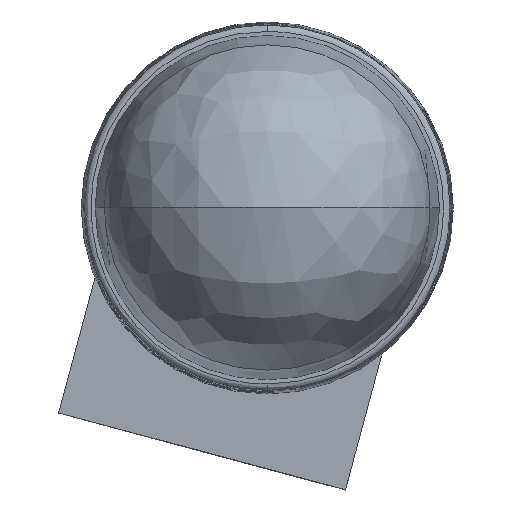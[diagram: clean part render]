
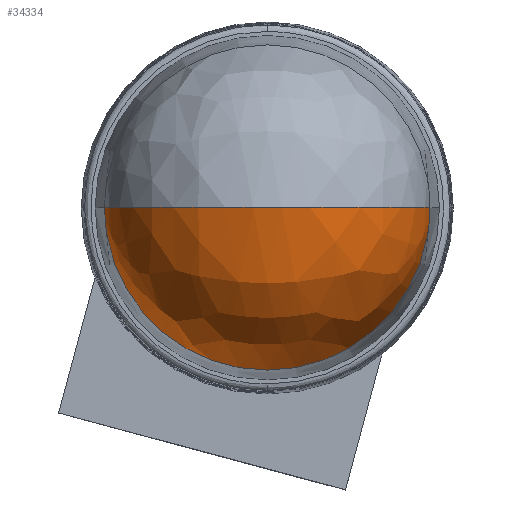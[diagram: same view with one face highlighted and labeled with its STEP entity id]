
A CAD part, top view. The second image highlights one B-rep face of the part: STEP entity #34334.
In plain terms, the highlighted free-form (B-spline) face has degree [3, 3] with [4, 4] control points.
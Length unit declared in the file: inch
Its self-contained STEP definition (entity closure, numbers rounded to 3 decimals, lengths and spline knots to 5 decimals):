
#2942 = CARTESIAN_POINT ( 'NONE',  ( -0.99323, -0.03618, 1.82818 ) ) ;
#3121 = AXIS2_PLACEMENT_3D ( 'NONE', #24294, #3804, #27753 ) ;
#3804 = DIRECTION ( 'NONE',  ( 0., 0., 1. ) ) ;
#6205 = CARTESIAN_POINT ( 'NONE',  ( 0.99323, -0.0627, 1.80356 ) ) ;
#6355 = CARTESIAN_POINT ( 'NONE',  ( -0.99323, -0.0654, 1.76748 ) ) ;
#9515 = EDGE_CURVE ( 'NONE', #43624, #15280, #41799, .T. ) ;
#9615 = CARTESIAN_POINT ( 'NONE',  ( 0.87759, 0., 3.57955 ) ) ;
#11564 = CARTESIAN_POINT ( 'NONE',  ( 0.9919, 0., 1.84589 ) ) ;
#12479 = AXIS2_PLACEMENT_3D ( 'NONE', #16131, #40042, #19562 ) ;
#13052 = CARTESIAN_POINT ( 'NONE',  ( 0.87759, -1.73723, 2.89762 ) ) ;
#15280 = VERTEX_POINT ( 'NONE', #11564 ) ;
#16131 = CARTESIAN_POINT ( 'NONE',  ( 0., 0., 1.76259 ) ) ;
#16547 = CARTESIAN_POINT ( 'NONE',  ( -0.87759, 0., 3.57955 ) ) ;
#19562 = DIRECTION ( 'NONE',  ( 1., 0., 0. ) ) ;
#19601 = EDGE_CURVE ( 'NONE', #15280, #43624, #25266, .T. ) ;
#19985 = CARTESIAN_POINT ( 'NONE',  ( -0.87759, -1.73723, 2.89762 ) ) ;
#22401 = ORIENTED_EDGE ( 'NONE', *, *, #9515, .T. ) ;
#23400 = CARTESIAN_POINT ( 'NONE',  ( -0.99323, 0., 1.82818 ) ) ;
#24294 = CARTESIAN_POINT ( 'NONE',  ( 0., 0., 1.84589 ) ) ;
#25266 = CIRCLE ( 'NONE', #12479, 0.99539 ) ;
#26696 = CARTESIAN_POINT ( 'NONE',  ( 0.99323, -0.03618, 1.82818 ) ) ;
#26849 = CARTESIAN_POINT ( 'NONE',  ( -0.99323, -0.0627, 1.80356 ) ) ;
#27753 = DIRECTION ( 'NONE',  ( -1., 0., 0. ) ) ;
#29183 = FACE_OUTER_BOUND ( 'NONE', #39901, .T. ) ;
#30110 = CARTESIAN_POINT ( 'NONE',  ( 0.99323, -0.0654, 1.76748 ) ) ;
#33549 = CARTESIAN_POINT ( 'NONE',  ( 0.87759, -1.00246, 3.57955 ) ) ;
#34334 = ADVANCED_FACE ( 'NONE', ( #29183 ), #43856, .T. ) ;
#36390 = CARTESIAN_POINT ( 'NONE',  ( 0.99323, 0., 1.82818 ) ) ;
#36992 = CARTESIAN_POINT ( 'NONE',  ( 0.87759, -1.8119, 1.89795 ) ) ;
#37528 = ORIENTED_EDGE ( 'NONE', *, *, #19601, .T. ) ;
#39901 = EDGE_LOOP ( 'NONE', ( #22401, #37528 ) ) ;
#40042 = DIRECTION ( 'NONE',  ( 0., -1., 0. ) ) ;
#40455 = CARTESIAN_POINT ( 'NONE',  ( -0.87759, -1.00246, 3.57955 ) ) ;
#41799 = CIRCLE ( 'NONE', #3121, 0.9919 ) ;
#42611 = CARTESIAN_POINT ( 'NONE',  ( -0.9919, 0., 1.84589 ) ) ;
#43624 = VERTEX_POINT ( 'NONE', #42611 ) ;
#43786 = CARTESIAN_POINT ( 'NONE',  ( -0.87759, -1.8119, 1.89795 ) ) ;
#43856 =( BOUNDED_SURFACE ( )  B_SPLINE_SURFACE ( 3, 3, ( 
 ( #36390, #26696, #6205, #30110 ),
 ( #9615, #33549, #13052, #36992 ),
 ( #16547, #40455, #19985, #43786 ),
 ( #23400, #2942, #26849, #6355 ) ),
 .UNSPECIFIED., .F., .F., .F. ) 
 B_SPLINE_SURFACE_WITH_KNOTS ( ( 4, 4 ),
 ( 4, 4 ),
 ( 0., 1. ),
 ( 0., 1. ),
 .UNSPECIFIED. ) 
 GEOMETRIC_REPRESENTATION_ITEM ( )  RATIONAL_B_SPLINE_SURFACE ( (
 ( 1., 0.822, 0.822, 1.),
 ( 0.377, 0.31, 0.31, 0.377),
 ( 0.377, 0.31, 0.31, 0.377),
 ( 1., 0.822, 0.822, 1.) ) ) 
 REPRESENTATION_ITEM ( '' )  SURFACE ( )  );
